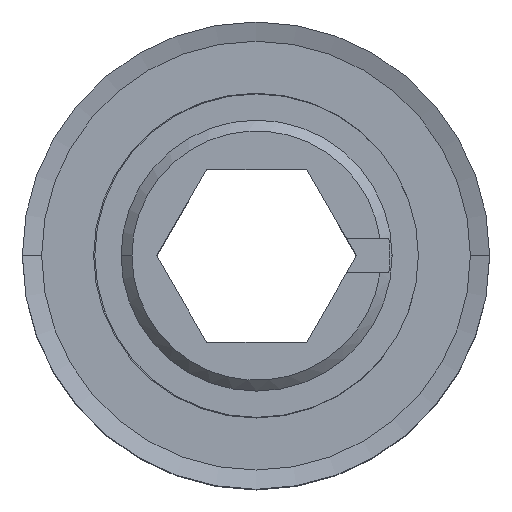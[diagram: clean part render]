
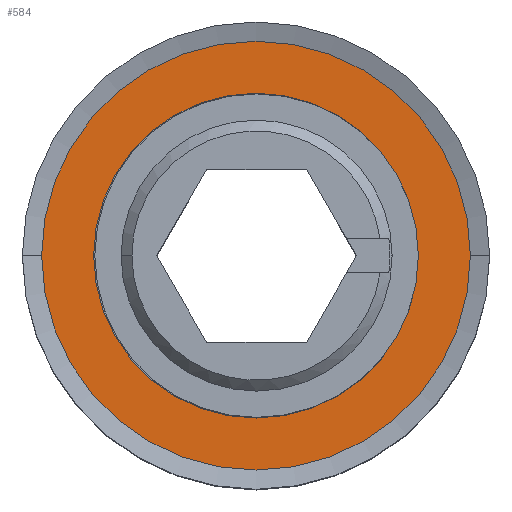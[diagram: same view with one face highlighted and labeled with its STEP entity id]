
A CAD part, top view. The second image highlights one B-rep face of the part: STEP entity #584.
In plain terms, the highlighted planar face has unit normal (0, 0, 1).
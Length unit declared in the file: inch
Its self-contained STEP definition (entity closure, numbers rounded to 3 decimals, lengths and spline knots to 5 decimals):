
#56 = DIRECTION ( 'NONE',  ( -1., 0., 0. ) ) ;
#109 = PLANE ( 'NONE',  #906 ) ;
#190 = CARTESIAN_POINT ( 'NONE',  ( -0.00174, 0., 0.57062 ) ) ;
#203 = CARTESIAN_POINT ( 'NONE',  ( 0.46712, 0., 0.57062 ) ) ;
#418 = VERTEX_POINT ( 'NONE', #625 ) ;
#463 = FACE_BOUND ( 'NONE', #4620, .T. ) ;
#541 = DIRECTION ( 'NONE',  ( 0., 0., -1. ) ) ;
#584 = ADVANCED_FACE ( 'NONE', ( #2534, #463 ), #109, .F. ) ;
#625 = CARTESIAN_POINT ( 'NONE',  ( -0.47061, 0., 0.57062 ) ) ;
#746 = CARTESIAN_POINT ( 'NONE',  ( -0.00174, 0., 0.57062 ) ) ;
#881 = EDGE_CURVE ( 'NONE', #4495, #2461, #4252, .T. ) ;
#906 = AXIS2_PLACEMENT_3D ( 'NONE', #2849, #2134, #56 ) ;
#971 = EDGE_CURVE ( 'NONE', #418, #5259, #5197, .T. ) ;
#1463 = DIRECTION ( 'NONE',  ( -1., 0., 0. ) ) ;
#1508 = ORIENTED_EDGE ( 'NONE', *, *, #881, .F. ) ;
#1537 = CIRCLE ( 'NONE', #1877, 0.61902 ) ;
#1617 = AXIS2_PLACEMENT_3D ( 'NONE', #2372, #4377, #3532 ) ;
#1751 = DIRECTION ( 'NONE',  ( -1., 0., 0. ) ) ;
#1839 = CIRCLE ( 'NONE', #5267, 0.46886 ) ;
#1866 = DIRECTION ( 'NONE',  ( 0., 0., -1. ) ) ;
#1877 = AXIS2_PLACEMENT_3D ( 'NONE', #190, #541, #2162 ) ;
#2127 = AXIS2_PLACEMENT_3D ( 'NONE', #746, #1866, #1463 ) ;
#2134 = DIRECTION ( 'NONE',  ( 0., 0., -1. ) ) ;
#2162 = DIRECTION ( 'NONE',  ( -1., 0., 0. ) ) ;
#2372 = CARTESIAN_POINT ( 'NONE',  ( -0.00174, 0., 0.57062 ) ) ;
#2415 = CARTESIAN_POINT ( 'NONE',  ( 0.61728, 0., 0.57062 ) ) ;
#2461 = VERTEX_POINT ( 'NONE', #2415 ) ;
#2534 = FACE_OUTER_BOUND ( 'NONE', #2832, .T. ) ;
#2705 = EDGE_CURVE ( 'NONE', #2461, #4495, #1537, .T. ) ;
#2757 = CARTESIAN_POINT ( 'NONE',  ( -0.62077, 0., 0.57062 ) ) ;
#2832 = EDGE_LOOP ( 'NONE', ( #3621, #1508 ) ) ;
#2849 = CARTESIAN_POINT ( 'NONE',  ( 0.61728, 0., 0.57062 ) ) ;
#3073 = ORIENTED_EDGE ( 'NONE', *, *, #3558, .T. ) ;
#3277 = ORIENTED_EDGE ( 'NONE', *, *, #971, .T. ) ;
#3532 = DIRECTION ( 'NONE',  ( -1., 0., 0. ) ) ;
#3558 = EDGE_CURVE ( 'NONE', #5259, #418, #1839, .T. ) ;
#3621 = ORIENTED_EDGE ( 'NONE', *, *, #2705, .F. ) ;
#3782 = CARTESIAN_POINT ( 'NONE',  ( -0.00174, 0., 0.57062 ) ) ;
#4252 = CIRCLE ( 'NONE', #1617, 0.61902 ) ;
#4377 = DIRECTION ( 'NONE',  ( 0., 0., -1. ) ) ;
#4495 = VERTEX_POINT ( 'NONE', #2757 ) ;
#4603 = DIRECTION ( 'NONE',  ( 0., 0., -1. ) ) ;
#4620 = EDGE_LOOP ( 'NONE', ( #3277, #3073 ) ) ;
#5197 = CIRCLE ( 'NONE', #2127, 0.46886 ) ;
#5259 = VERTEX_POINT ( 'NONE', #203 ) ;
#5267 = AXIS2_PLACEMENT_3D ( 'NONE', #3782, #4603, #1751 ) ;
